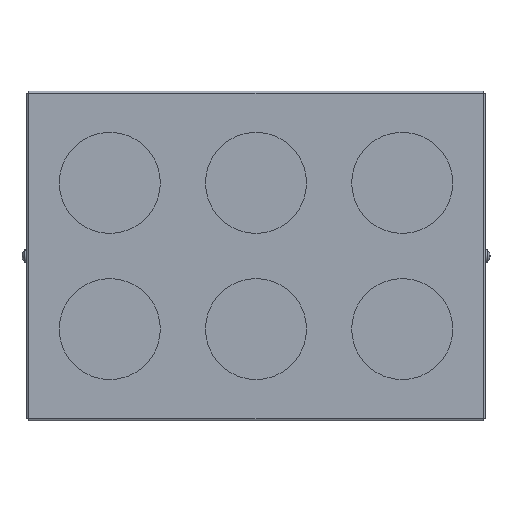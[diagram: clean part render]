
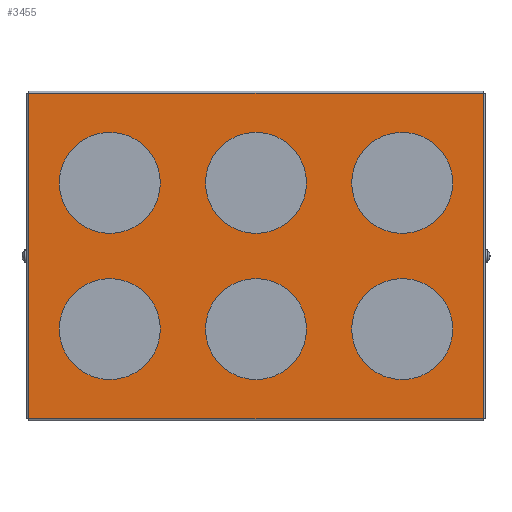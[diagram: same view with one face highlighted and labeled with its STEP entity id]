
A CAD part, top view. The second image highlights one B-rep face of the part: STEP entity #3455.
In plain terms, the highlighted planar face has unit normal (0, 0, 1).
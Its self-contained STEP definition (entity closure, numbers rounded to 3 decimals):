
#1908=CARTESIAN_POINT('Vertex',(158.4,-113.4,0.8)) ;
#1911=CARTESIAN_POINT('Line Origine',(0.,-113.4,0.8)) ;
#1915=CARTESIAN_POINT('Vertex',(-158.4,-113.4,0.8)) ;
#1942=CARTESIAN_POINT('Vertex',(158.4,113.4,0.8)) ;
#1945=CARTESIAN_POINT('Line Origine',(158.4,0.,0.8)) ;
#1989=CARTESIAN_POINT('Line Origine',(-158.4,0.,0.8)) ;
#1993=CARTESIAN_POINT('Vertex',(-158.4,113.4,0.8)) ;
#3037=CARTESIAN_POINT('Line Origine',(0.,113.4,0.8)) ;
#3238=CARTESIAN_POINT('Vertex',(35.25,-51.,0.8)) ;
#3243=CARTESIAN_POINT('Axis2P3D Location',(0.,-51.,0.8)) ;
#3247=CARTESIAN_POINT('Vertex',(-35.25,-51.,0.8)) ;
#3270=CARTESIAN_POINT('Axis2P3D Location',(0.,-51.,0.8)) ;
#3308=CARTESIAN_POINT('Vertex',(35.25,51.,0.8)) ;
#3313=CARTESIAN_POINT('Axis2P3D Location',(0.,51.,0.8)) ;
#3317=CARTESIAN_POINT('Vertex',(-35.25,51.,0.8)) ;
#3340=CARTESIAN_POINT('Axis2P3D Location',(0.,51.,0.8)) ;
#3364=CARTESIAN_POINT('Axis2P3D Location',(0.,0.,0.8)) ;
#3383=CARTESIAN_POINT('Axis2P3D Location',(102.,51.,0.8)) ;
#3387=CARTESIAN_POINT('Vertex',(137.25,51.,0.8)) ;
#3389=CARTESIAN_POINT('Vertex',(66.75,51.,0.8)) ;
#3392=CARTESIAN_POINT('Axis2P3D Location',(102.,51.,0.8)) ;
#3401=CARTESIAN_POINT('Axis2P3D Location',(102.,-51.,0.8)) ;
#3405=CARTESIAN_POINT('Vertex',(137.25,-51.,0.8)) ;
#3407=CARTESIAN_POINT('Vertex',(66.75,-51.,0.8)) ;
#3410=CARTESIAN_POINT('Axis2P3D Location',(102.,-51.,0.8)) ;
#3419=CARTESIAN_POINT('Axis2P3D Location',(-102.,51.,0.8)) ;
#3423=CARTESIAN_POINT('Vertex',(-66.75,51.,0.8)) ;
#3425=CARTESIAN_POINT('Vertex',(-137.25,51.,0.8)) ;
#3428=CARTESIAN_POINT('Axis2P3D Location',(-102.,51.,0.8)) ;
#3437=CARTESIAN_POINT('Axis2P3D Location',(-102.,-51.,0.8)) ;
#3441=CARTESIAN_POINT('Vertex',(-66.75,-51.,0.8)) ;
#3443=CARTESIAN_POINT('Vertex',(-137.25,-51.,0.8)) ;
#3446=CARTESIAN_POINT('Axis2P3D Location',(-102.,-51.,0.8)) ;
#1913=VECTOR('Line Direction',#1912,1.) ;
#1947=VECTOR('Line Direction',#1946,1.) ;
#1991=VECTOR('Line Direction',#1990,1.) ;
#3039=VECTOR('Line Direction',#3038,1.) ;
#1912=DIRECTION('Vector Direction',(-1.,0.,0.)) ;
#1946=DIRECTION('Vector Direction',(0.,-1.,0.)) ;
#1990=DIRECTION('Vector Direction',(0.,1.,0.)) ;
#3038=DIRECTION('Vector Direction',(1.,0.,0.)) ;
#3244=DIRECTION('Axis2P3D Direction',(0.,0.,1.)) ;
#3271=DIRECTION('Axis2P3D Direction',(0.,0.,1.)) ;
#3314=DIRECTION('Axis2P3D Direction',(0.,0.,1.)) ;
#3341=DIRECTION('Axis2P3D Direction',(0.,0.,1.)) ;
#3365=DIRECTION('Axis2P3D Direction',(0.,0.,1.)) ;
#3366=DIRECTION('Axis2P3D XDirection',(1.,0.,0.)) ;
#3384=DIRECTION('Axis2P3D Direction',(0.,0.,1.)) ;
#3393=DIRECTION('Axis2P3D Direction',(0.,0.,1.)) ;
#3402=DIRECTION('Axis2P3D Direction',(0.,0.,1.)) ;
#3411=DIRECTION('Axis2P3D Direction',(0.,0.,1.)) ;
#3420=DIRECTION('Axis2P3D Direction',(0.,0.,1.)) ;
#3429=DIRECTION('Axis2P3D Direction',(0.,0.,1.)) ;
#3438=DIRECTION('Axis2P3D Direction',(0.,0.,1.)) ;
#3447=DIRECTION('Axis2P3D Direction',(0.,0.,1.)) ;
#3245=AXIS2_PLACEMENT_3D('Circle Axis2P3D',#3243,#3244,$) ;
#3272=AXIS2_PLACEMENT_3D('Circle Axis2P3D',#3270,#3271,$) ;
#3315=AXIS2_PLACEMENT_3D('Circle Axis2P3D',#3313,#3314,$) ;
#3342=AXIS2_PLACEMENT_3D('Circle Axis2P3D',#3340,#3341,$) ;
#3367=AXIS2_PLACEMENT_3D('Plane Axis2P3D',#3364,#3365,#3366) ;
#3385=AXIS2_PLACEMENT_3D('Circle Axis2P3D',#3383,#3384,$) ;
#3394=AXIS2_PLACEMENT_3D('Circle Axis2P3D',#3392,#3393,$) ;
#3403=AXIS2_PLACEMENT_3D('Circle Axis2P3D',#3401,#3402,$) ;
#3412=AXIS2_PLACEMENT_3D('Circle Axis2P3D',#3410,#3411,$) ;
#3421=AXIS2_PLACEMENT_3D('Circle Axis2P3D',#3419,#3420,$) ;
#3430=AXIS2_PLACEMENT_3D('Circle Axis2P3D',#3428,#3429,$) ;
#3439=AXIS2_PLACEMENT_3D('Circle Axis2P3D',#3437,#3438,$) ;
#3448=AXIS2_PLACEMENT_3D('Circle Axis2P3D',#3446,#3447,$) ;
#1914=LINE('Line',#1911,#1913) ;
#1948=LINE('Line',#1945,#1947) ;
#1992=LINE('Line',#1989,#1991) ;
#3040=LINE('Line',#3037,#3039) ;
#3246=CIRCLE('generated circle',#3245,35.25) ;
#3273=CIRCLE('generated circle',#3272,35.25) ;
#3316=CIRCLE('generated circle',#3315,35.25) ;
#3343=CIRCLE('generated circle',#3342,35.25) ;
#3386=CIRCLE('generated circle',#3385,35.25) ;
#3395=CIRCLE('generated circle',#3394,35.25) ;
#3404=CIRCLE('generated circle',#3403,35.25) ;
#3413=CIRCLE('generated circle',#3412,35.25) ;
#3422=CIRCLE('generated circle',#3421,35.25) ;
#3431=CIRCLE('generated circle',#3430,35.25) ;
#3440=CIRCLE('generated circle',#3439,35.25) ;
#3449=CIRCLE('generated circle',#3448,35.25) ;
#3368=PLANE('',#3367) ;
#3378=FACE_BOUND('',#3375,.T.) ;
#3382=FACE_BOUND('',#3379,.T.) ;
#3400=FACE_BOUND('',#3397,.T.) ;
#3418=FACE_BOUND('',#3415,.T.) ;
#3436=FACE_BOUND('',#3433,.T.) ;
#3454=FACE_BOUND('',#3451,.T.) ;
#1917=EDGE_CURVE('',#1909,#1916,#1914,.T.) ;
#1949=EDGE_CURVE('',#1943,#1909,#1948,.T.) ;
#1995=EDGE_CURVE('',#1994,#1916,#1992,.F.) ;
#3041=EDGE_CURVE('',#1943,#1994,#3040,.F.) ;
#3249=EDGE_CURVE('',#3239,#3248,#3246,.T.) ;
#3274=EDGE_CURVE('',#3248,#3239,#3273,.T.) ;
#3319=EDGE_CURVE('',#3309,#3318,#3316,.T.) ;
#3344=EDGE_CURVE('',#3318,#3309,#3343,.T.) ;
#3391=EDGE_CURVE('',#3388,#3390,#3386,.T.) ;
#3396=EDGE_CURVE('',#3390,#3388,#3395,.T.) ;
#3409=EDGE_CURVE('',#3406,#3408,#3404,.T.) ;
#3414=EDGE_CURVE('',#3408,#3406,#3413,.T.) ;
#3427=EDGE_CURVE('',#3424,#3426,#3422,.T.) ;
#3432=EDGE_CURVE('',#3426,#3424,#3431,.T.) ;
#3445=EDGE_CURVE('',#3442,#3444,#3440,.T.) ;
#3450=EDGE_CURVE('',#3444,#3442,#3449,.T.) ;
#3370=ORIENTED_EDGE('',*,*,#1917,.F.) ;
#3371=ORIENTED_EDGE('',*,*,#1949,.F.) ;
#3372=ORIENTED_EDGE('',*,*,#3041,.T.) ;
#3373=ORIENTED_EDGE('',*,*,#1995,.T.) ;
#3376=ORIENTED_EDGE('',*,*,#3319,.F.) ;
#3377=ORIENTED_EDGE('',*,*,#3344,.F.) ;
#3380=ORIENTED_EDGE('',*,*,#3249,.F.) ;
#3381=ORIENTED_EDGE('',*,*,#3274,.F.) ;
#3398=ORIENTED_EDGE('',*,*,#3391,.F.) ;
#3399=ORIENTED_EDGE('',*,*,#3396,.F.) ;
#3416=ORIENTED_EDGE('',*,*,#3409,.F.) ;
#3417=ORIENTED_EDGE('',*,*,#3414,.F.) ;
#3434=ORIENTED_EDGE('',*,*,#3427,.F.) ;
#3435=ORIENTED_EDGE('',*,*,#3432,.F.) ;
#3452=ORIENTED_EDGE('',*,*,#3445,.F.) ;
#3453=ORIENTED_EDGE('',*,*,#3450,.F.) ;
#3369=EDGE_LOOP('',(#3370,#3371,#3372,#3373)) ;
#3375=EDGE_LOOP('',(#3376,#3377)) ;
#3379=EDGE_LOOP('',(#3380,#3381)) ;
#3397=EDGE_LOOP('',(#3398,#3399)) ;
#3415=EDGE_LOOP('',(#3416,#3417)) ;
#3433=EDGE_LOOP('',(#3434,#3435)) ;
#3451=EDGE_LOOP('',(#3452,#3453)) ;
#1909=VERTEX_POINT('',#1908) ;
#1916=VERTEX_POINT('',#1915) ;
#1943=VERTEX_POINT('',#1942) ;
#1994=VERTEX_POINT('',#1993) ;
#3239=VERTEX_POINT('',#3238) ;
#3248=VERTEX_POINT('',#3247) ;
#3309=VERTEX_POINT('',#3308) ;
#3318=VERTEX_POINT('',#3317) ;
#3388=VERTEX_POINT('',#3387) ;
#3390=VERTEX_POINT('',#3389) ;
#3406=VERTEX_POINT('',#3405) ;
#3408=VERTEX_POINT('',#3407) ;
#3424=VERTEX_POINT('',#3423) ;
#3426=VERTEX_POINT('',#3425) ;
#3442=VERTEX_POINT('',#3441) ;
#3444=VERTEX_POINT('',#3443) ;
#3455=ADVANCED_FACE('PartBody',(#3374,#3378,#3382,#3400,#3418,#3436,#3454),#3368,.T.) ;
#3374=FACE_OUTER_BOUND('',#3369,.T.) ;
